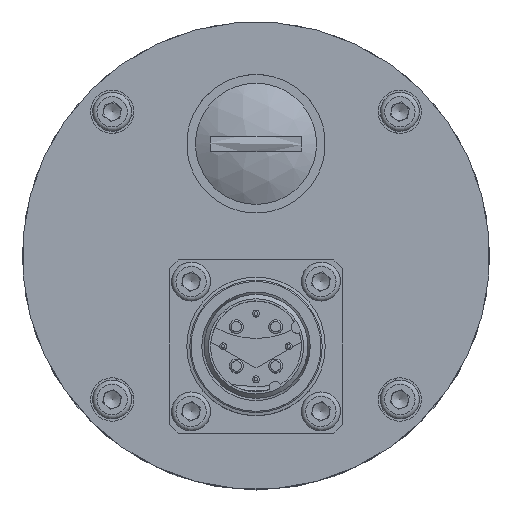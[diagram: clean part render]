
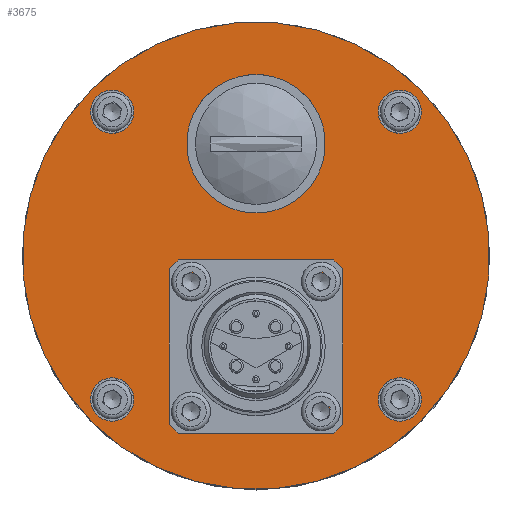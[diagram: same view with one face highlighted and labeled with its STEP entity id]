
A CAD part, top view. The second image highlights one B-rep face of the part: STEP entity #3675.
In plain terms, the highlighted planar face has unit normal (0, 0, 1).
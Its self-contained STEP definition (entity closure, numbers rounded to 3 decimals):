
#85 = EDGE_CURVE ( 'NONE', #3478, #3478, #3893, .T. ) ;
#191 = EDGE_CURVE ( 'NONE', #2563, #2563, #3509, .T. ) ;
#242 = AXIS2_PLACEMENT_3D ( 'NONE', #5069, #5074, #5080 ) ;
#369 = EDGE_CURVE ( 'NONE', #1123, #1123, #2873, .T. ) ;
#409 = AXIS2_PLACEMENT_3D ( 'NONE', #3689, #3717, #3733 ) ;
#453 = EDGE_CURVE ( 'NONE', #2821, #2821, #2604, .T. ) ;
#485 = DIRECTION ( 'NONE',  ( 0.707, -0.707, 0. ) ) ;
#488 = CIRCLE ( 'NONE', #844, 2.5 ) ;
#599 = EDGE_LOOP ( 'NONE', ( #1752 ) ) ;
#632 = VERTEX_POINT ( 'NONE', #818 ) ;
#640 = DIRECTION ( 'NONE',  ( 0.707, -0.707, 0. ) ) ;
#651 = CIRCLE ( 'NONE', #3109, 7.6 ) ;
#818 = CARTESIAN_POINT ( 'NONE',  ( 18.385, -18.385, 32.6 ) ) ;
#825 = VERTEX_POINT ( 'NONE', #3927 ) ;
#833 = EDGE_CURVE ( 'NONE', #3311, #3311, #1162, .T. ) ;
#844 = AXIS2_PLACEMENT_3D ( 'NONE', #902, #3401, #485 ) ;
#858 = FACE_OUTER_BOUND ( 'NONE', #3098, .T. ) ;
#861 = EDGE_LOOP ( 'NONE', ( #5311 ) ) ;
#902 = CARTESIAN_POINT ( 'NONE',  ( -16.617, -16.617, 32.6 ) ) ;
#917 = FACE_BOUND ( 'NONE', #861, .T. ) ;
#922 = FACE_BOUND ( 'NONE', #1826, .T. ) ;
#985 = FACE_BOUND ( 'NONE', #5016, .T. ) ;
#988 = FACE_BOUND ( 'NONE', #2816, .T. ) ;
#1022 = VERTEX_POINT ( 'NONE', #4690 ) ;
#1044 = FACE_BOUND ( 'NONE', #599, .T. ) ;
#1057 = CARTESIAN_POINT ( 'NONE',  ( 7.5, -18., 32.6 ) ) ;
#1067 = AXIS2_PLACEMENT_3D ( 'NONE', #4178, #4170, #3687 ) ;
#1110 = FACE_BOUND ( 'NONE', #3781, .T. ) ;
#1118 = FACE_BOUND ( 'NONE', #3653, .T. ) ;
#1123 = VERTEX_POINT ( 'NONE', #5096 ) ;
#1162 = CIRCLE ( 'NONE', #1277, 27. ) ;
#1168 = ORIENTED_EDGE ( 'NONE', *, *, #3536, .F. ) ;
#1170 = ORIENTED_EDGE ( 'NONE', *, *, #833, .T. ) ;
#1175 = FACE_BOUND ( 'NONE', #4839, .T. ) ;
#1181 = CARTESIAN_POINT ( 'NONE',  ( 0., 0., 32.6 ) ) ;
#1277 = AXIS2_PLACEMENT_3D ( 'NONE', #1181, #1575, #1637 ) ;
#1297 = FACE_BOUND ( 'NONE', #2412, .T. ) ;
#1360 = FACE_BOUND ( 'NONE', #2118, .T. ) ;
#1420 = DIRECTION ( 'NONE',  ( -0.707, 0.707, 0. ) ) ;
#1575 = DIRECTION ( 'NONE',  ( 0., 0., 1. ) ) ;
#1637 = DIRECTION ( 'NONE',  ( 0.707, -0.707, 0. ) ) ;
#1706 = EDGE_CURVE ( 'NONE', #4932, #4932, #1760, .T. ) ;
#1719 = CARTESIAN_POINT ( 'NONE',  ( 5.657, 7.263, 32.6 ) ) ;
#1752 = ORIENTED_EDGE ( 'NONE', *, *, #3301, .F. ) ;
#1760 = CIRCLE ( 'NONE', #3643, 1.025 ) ;
#1826 = EDGE_LOOP ( 'NONE', ( #2014 ) ) ;
#1832 = DIRECTION ( 'NONE',  ( 0., 0., 1. ) ) ;
#1836 = DIRECTION ( 'NONE',  ( 0., 0., -1. ) ) ;
#1852 = EDGE_CURVE ( 'NONE', #2057, #2057, #651, .T. ) ;
#2014 = ORIENTED_EDGE ( 'NONE', *, *, #3273, .F. ) ;
#2057 = VERTEX_POINT ( 'NONE', #5063 ) ;
#2088 = CIRCLE ( 'NONE', #3266, 1.025 ) ;
#2118 = EDGE_LOOP ( 'NONE', ( #4105 ) ) ;
#2137 = EDGE_CURVE ( 'NONE', #632, #632, #3621, .T. ) ;
#2241 = AXIS2_PLACEMENT_3D ( 'NONE', #4768, #1832, #4359 ) ;
#2272 = CARTESIAN_POINT ( 'NONE',  ( 19.092, 19.092, 32.6 ) ) ;
#2384 = DIRECTION ( 'NONE',  ( 0.707, -0.707, 0. ) ) ;
#2392 = DIRECTION ( 'NONE',  ( 0., 0., 1. ) ) ;
#2395 = CARTESIAN_POINT ( 'NONE',  ( 16.617, -16.617, 32.6 ) ) ;
#2405 = CARTESIAN_POINT ( 'NONE',  ( -6.775, -3.725, 32.6 ) ) ;
#2412 = EDGE_LOOP ( 'NONE', ( #5306 ) ) ;
#2484 = ORIENTED_EDGE ( 'NONE', *, *, #85, .F. ) ;
#2563 = VERTEX_POINT ( 'NONE', #5148 ) ;
#2592 = AXIS2_PLACEMENT_3D ( 'NONE', #2272, #1836, #1420 ) ;
#2604 = CIRCLE ( 'NONE', #242, 8. ) ;
#2624 = CARTESIAN_POINT ( 'NONE',  ( 19.092, -19.092, 32.6 ) ) ;
#2816 = EDGE_LOOP ( 'NONE', ( #2877 ) ) ;
#2821 = VERTEX_POINT ( 'NONE', #1719 ) ;
#2866 = CARTESIAN_POINT ( 'NONE',  ( -7.5, -3., 32.6 ) ) ;
#2873 = CIRCLE ( 'NONE', #1067, 1.025 ) ;
#2875 = DIRECTION ( 'NONE',  ( 0., 0., 1. ) ) ;
#2877 = ORIENTED_EDGE ( 'NONE', *, *, #2137, .F. ) ;
#2894 = DIRECTION ( 'NONE',  ( 0.707, -0.707, 0. ) ) ;
#3098 = EDGE_LOOP ( 'NONE', ( #1170 ) ) ;
#3109 = AXIS2_PLACEMENT_3D ( 'NONE', #3469, #3461, #3449 ) ;
#3215 = AXIS2_PLACEMENT_3D ( 'NONE', #2866, #2875, #2894 ) ;
#3266 = AXIS2_PLACEMENT_3D ( 'NONE', #1057, #3556, #640 ) ;
#3273 = EDGE_CURVE ( 'NONE', #825, #825, #488, .T. ) ;
#3301 = EDGE_CURVE ( 'NONE', #1022, #1022, #5076, .T. ) ;
#3311 = VERTEX_POINT ( 'NONE', #2624 ) ;
#3401 = DIRECTION ( 'NONE',  ( 0., 0., 1. ) ) ;
#3447 = CARTESIAN_POINT ( 'NONE',  ( 8.225, -18.725, 32.6 ) ) ;
#3449 = DIRECTION ( 'NONE',  ( 0.707, -0.707, 0. ) ) ;
#3461 = DIRECTION ( 'NONE',  ( 0., 0., 1. ) ) ;
#3469 = CARTESIAN_POINT ( 'NONE',  ( 0., -10.5, 32.6 ) ) ;
#3478 = VERTEX_POINT ( 'NONE', #2405 ) ;
#3509 = CIRCLE ( 'NONE', #409, 2.5 ) ;
#3536 = EDGE_CURVE ( 'NONE', #4853, #4853, #2088, .T. ) ;
#3556 = DIRECTION ( 'NONE',  ( 0., 0., 1. ) ) ;
#3621 = CIRCLE ( 'NONE', #4455, 2.5 ) ;
#3643 = AXIS2_PLACEMENT_3D ( 'NONE', #3887, #3828, #3816 ) ;
#3653 = EDGE_LOOP ( 'NONE', ( #2484 ) ) ;
#3675 = ADVANCED_FACE ( 'NONE', ( #1360, #1297, #1175, #1118, #1110, #1044, #988, #985, #922, #917, #858 ), #4771, .F. ) ;
#3687 = DIRECTION ( 'NONE',  ( 0.707, -0.707, 0. ) ) ;
#3689 = CARTESIAN_POINT ( 'NONE',  ( -16.617, 16.617, 32.6 ) ) ;
#3710 = ORIENTED_EDGE ( 'NONE', *, *, #369, .F. ) ;
#3717 = DIRECTION ( 'NONE',  ( 0., 0., 1. ) ) ;
#3733 = DIRECTION ( 'NONE',  ( 0.707, -0.707, 0. ) ) ;
#3781 = EDGE_LOOP ( 'NONE', ( #3710 ) ) ;
#3814 = CARTESIAN_POINT ( 'NONE',  ( 8.225, -3.725, 32.6 ) ) ;
#3816 = DIRECTION ( 'NONE',  ( 0.707, -0.707, 0. ) ) ;
#3828 = DIRECTION ( 'NONE',  ( 0., 0., 1. ) ) ;
#3887 = CARTESIAN_POINT ( 'NONE',  ( 7.5, -3., 32.6 ) ) ;
#3893 = CIRCLE ( 'NONE', #3215, 1.025 ) ;
#3927 = CARTESIAN_POINT ( 'NONE',  ( -14.849, -18.385, 32.6 ) ) ;
#4105 = ORIENTED_EDGE ( 'NONE', *, *, #1852, .F. ) ;
#4112 = ORIENTED_EDGE ( 'NONE', *, *, #191, .F. ) ;
#4170 = DIRECTION ( 'NONE',  ( 0., 0., 1. ) ) ;
#4178 = CARTESIAN_POINT ( 'NONE',  ( -7.5, -18., 32.6 ) ) ;
#4359 = DIRECTION ( 'NONE',  ( 0.707, -0.707, 0. ) ) ;
#4455 = AXIS2_PLACEMENT_3D ( 'NONE', #2395, #2392, #2384 ) ;
#4690 = CARTESIAN_POINT ( 'NONE',  ( 18.385, 14.849, 32.6 ) ) ;
#4768 = CARTESIAN_POINT ( 'NONE',  ( 16.617, 16.617, 32.6 ) ) ;
#4771 = PLANE ( 'NONE',  #2592 ) ;
#4839 = EDGE_LOOP ( 'NONE', ( #1168 ) ) ;
#4853 = VERTEX_POINT ( 'NONE', #3447 ) ;
#4932 = VERTEX_POINT ( 'NONE', #3814 ) ;
#5016 = EDGE_LOOP ( 'NONE', ( #4112 ) ) ;
#5063 = CARTESIAN_POINT ( 'NONE',  ( 5.374, -15.874, 32.6 ) ) ;
#5069 = CARTESIAN_POINT ( 'NONE',  ( 0., 12.92, 32.6 ) ) ;
#5074 = DIRECTION ( 'NONE',  ( 0., 0., 1. ) ) ;
#5076 = CIRCLE ( 'NONE', #2241, 2.5 ) ;
#5080 = DIRECTION ( 'NONE',  ( 0.707, -0.707, 0. ) ) ;
#5096 = CARTESIAN_POINT ( 'NONE',  ( -6.775, -18.725, 32.6 ) ) ;
#5148 = CARTESIAN_POINT ( 'NONE',  ( -14.849, 14.849, 32.6 ) ) ;
#5306 = ORIENTED_EDGE ( 'NONE', *, *, #1706, .F. ) ;
#5311 = ORIENTED_EDGE ( 'NONE', *, *, #453, .F. ) ;
